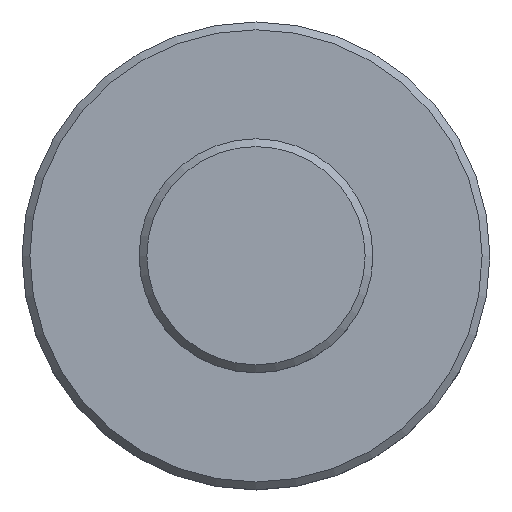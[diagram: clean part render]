
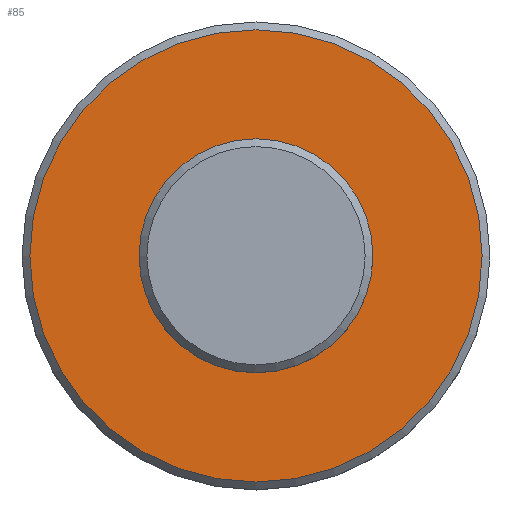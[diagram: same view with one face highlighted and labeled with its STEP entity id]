
A CAD part, top view. The second image highlights one B-rep face of the part: STEP entity #85.
In plain terms, the highlighted planar face has unit normal (0, 0, 1).
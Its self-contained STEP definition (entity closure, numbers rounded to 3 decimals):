
#54=FACE_BOUND('',#110,.T.);
#55=FACE_BOUND('',#111,.T.);
#85=ADVANCED_FACE('',(#54,#55),#102,.T.);
#102=PLANE('',#258);
#110=EDGE_LOOP('',(#142));
#111=EDGE_LOOP('',(#143));
#142=ORIENTED_EDGE('',*,*,#190,.F.);
#143=ORIENTED_EDGE('',*,*,#191,.T.);
#174=VERTEX_POINT('',#372);
#175=VERTEX_POINT('',#374);
#190=EDGE_CURVE('',#174,#174,#206,.T.);
#191=EDGE_CURVE('',#175,#175,#207,.T.);
#206=CIRCLE('',#256,15.);
#207=CIRCLE('',#257,29.);
#256=AXIS2_PLACEMENT_3D('',#371,#299,#300);
#257=AXIS2_PLACEMENT_3D('',#373,#301,#302);
#258=AXIS2_PLACEMENT_3D('',#375,#303,#304);
#299=DIRECTION('',(0.,0.,1.));
#300=DIRECTION('',(1.,0.,0.));
#301=DIRECTION('',(0.,0.,1.));
#302=DIRECTION('',(1.,0.,0.));
#303=DIRECTION('',(0.,0.,1.));
#304=DIRECTION('',(-1.,0.,0.));
#371=CARTESIAN_POINT('',(0.,0.,0.));
#372=CARTESIAN_POINT('',(15.,0.,0.));
#373=CARTESIAN_POINT('',(0.,0.,0.));
#374=CARTESIAN_POINT('',(29.,0.,0.));
#375=CARTESIAN_POINT('',(0.,15.,0.));
